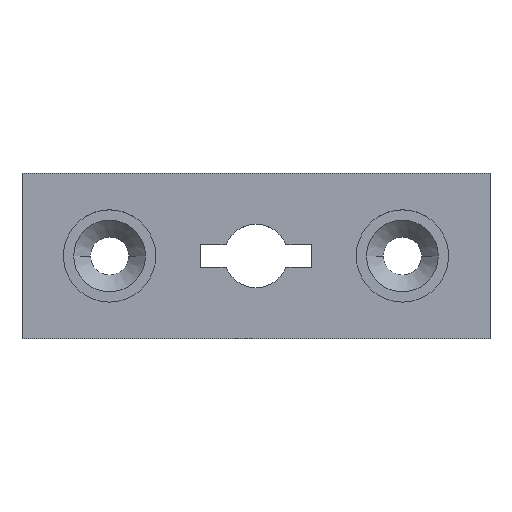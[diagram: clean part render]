
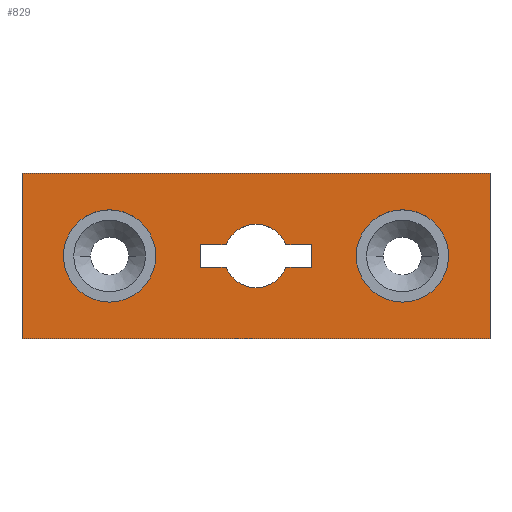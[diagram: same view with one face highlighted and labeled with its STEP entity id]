
A CAD part, top view. The second image highlights one B-rep face of the part: STEP entity #829.
In plain terms, the highlighted planar face has unit normal (0, 0, 1).
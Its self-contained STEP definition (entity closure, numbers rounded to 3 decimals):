
#41 = EDGE_CURVE ( 'NONE', #459, #458, #359, .T. ) ;
#42 = EDGE_CURVE ( 'NONE', #435, #451, #153, .T. ) ;
#43 = EDGE_CURVE ( 'NONE', #433, #426, #370, .T. ) ;
#46 = EDGE_CURVE ( 'NONE', #424, #431, #400, .T. ) ;
#48 = EDGE_CURVE ( 'NONE', #430, #424, #344, .T. ) ;
#60 = EDGE_CURVE ( 'NONE', #428, #430, #323, .T. ) ;
#65 = AXIS2_PLACEMENT_3D ( 'NONE', #486, #487, #488 ) ;
#67 = AXIS2_PLACEMENT_3D ( 'NONE', #481, #484, #485 ) ;
#72 = AXIS2_PLACEMENT_3D ( 'NONE', #532, #535, #536 ) ;
#74 = AXIS2_PLACEMENT_3D ( 'NONE', #530, #540, #541 ) ;
#85 = AXIS2_PLACEMENT_3D ( 'NONE', #699, #701, #702 ) ;
#90 = AXIS2_PLACEMENT_3D ( 'NONE', #633, #635, #636 ) ;
#108 = AXIS2_PLACEMENT_3D ( 'NONE', #709, #719, #720 ) ;
#127 = EDGE_CURVE ( 'NONE', #431, #428, #373, .T. ) ;
#128 = EDGE_CURVE ( 'NONE', #458, #429, #333, .T. ) ;
#130 = EDGE_CURVE ( 'NONE', #451, #435, #332, .T. ) ;
#134 = ORIENTED_EDGE ( 'NONE', *, *, #852, .F. ) ;
#136 = EDGE_LOOP ( 'NONE', ( #221, #356, #220, #330 ) ) ;
#139 = LINE ( 'NONE', #688, #304 ) ;
#140 = VECTOR ( 'NONE', #533, 1000. ) ;
#153 = CIRCLE ( 'NONE', #67, 2.9 ) ;
#163 = ORIENTED_EDGE ( 'NONE', *, *, #872, .F. ) ;
#165 = ORIENTED_EDGE ( 'NONE', *, *, #128, .F. ) ;
#173 = ORIENTED_EDGE ( 'NONE', *, *, #871, .F. ) ;
#202 = ORIENTED_EDGE ( 'NONE', *, *, #879, .F. ) ;
#203 = EDGE_LOOP ( 'NONE', ( #261, #302 ) ) ;
#213 = ORIENTED_EDGE ( 'NONE', *, *, #882, .F. ) ;
#214 = ORIENTED_EDGE ( 'NONE', *, *, #42, .F. ) ;
#220 = ORIENTED_EDGE ( 'NONE', *, *, #48, .T. ) ;
#221 = ORIENTED_EDGE ( 'NONE', *, *, #127, .T. ) ;
#223 = CIRCLE ( 'NONE', #85, 2. ) ;
#236 = ORIENTED_EDGE ( 'NONE', *, *, #845, .F. ) ;
#238 = ORIENTED_EDGE ( 'NONE', *, *, #130, .F. ) ;
#256 = FACE_BOUND ( 'NONE', #203, .T. ) ;
#261 = ORIENTED_EDGE ( 'NONE', *, *, #43, .F. ) ;
#295 = EDGE_LOOP ( 'NONE', ( #214, #238 ) ) ;
#297 = ORIENTED_EDGE ( 'NONE', *, *, #41, .F. ) ;
#302 = ORIENTED_EDGE ( 'NONE', *, *, #860, .F. ) ;
#304 = VECTOR ( 'NONE', #689, 1000. ) ;
#308 = VECTOR ( 'NONE', #498, 1000. ) ;
#323 = LINE ( 'NONE', #525, #324 ) ;
#324 = VECTOR ( 'NONE', #526, 1000. ) ;
#325 = VECTOR ( 'NONE', #482, 1000. ) ;
#330 = ORIENTED_EDGE ( 'NONE', *, *, #46, .T. ) ;
#332 = CIRCLE ( 'NONE', #74, 2.9 ) ;
#333 = CIRCLE ( 'NONE', #72, 2. ) ;
#340 = CIRCLE ( 'NONE', #108, 2.9 ) ;
#344 = LINE ( 'NONE', #497, #308 ) ;
#356 = ORIENTED_EDGE ( 'NONE', *, *, #60, .T. ) ;
#359 = LINE ( 'NONE', #476, #325 ) ;
#370 = CIRCLE ( 'NONE', #65, 2.9 ) ;
#371 = EDGE_LOOP ( 'NONE', ( #165, #297, #236, #213, #134, #163, #173, #202 ) ) ;
#373 = LINE ( 'NONE', #529, #140 ) ;
#394 = FACE_OUTER_BOUND ( 'NONE', #136, .T. ) ;
#400 = LINE ( 'NONE', #491, #407 ) ;
#402 = FACE_BOUND ( 'NONE', #371, .T. ) ;
#403 = FACE_BOUND ( 'NONE', #295, .T. ) ;
#407 = VECTOR ( 'NONE', #494, 1000. ) ;
#424 = VERTEX_POINT ( 'NONE', #552 ) ;
#426 = VERTEX_POINT ( 'NONE', #553 ) ;
#428 = VERTEX_POINT ( 'NONE', #554 ) ;
#429 = VERTEX_POINT ( 'NONE', #555 ) ;
#430 = VERTEX_POINT ( 'NONE', #556 ) ;
#431 = VERTEX_POINT ( 'NONE', #557 ) ;
#432 = VERTEX_POINT ( 'NONE', #558 ) ;
#433 = VERTEX_POINT ( 'NONE', #559 ) ;
#435 = VERTEX_POINT ( 'NONE', #561 ) ;
#442 = VERTEX_POINT ( 'NONE', #568 ) ;
#451 = VERTEX_POINT ( 'NONE', #577 ) ;
#458 = VERTEX_POINT ( 'NONE', #584 ) ;
#459 = VERTEX_POINT ( 'NONE', #585 ) ;
#460 = VERTEX_POINT ( 'NONE', #586 ) ;
#461 = VERTEX_POINT ( 'NONE', #587 ) ;
#462 = VERTEX_POINT ( 'NONE', #588 ) ;
#476 = CARTESIAN_POINT ( 'NONE',  ( -3.5, -0.7, 0. ) ) ;
#481 = CARTESIAN_POINT ( 'NONE',  ( -9.2, 0., 0. ) ) ;
#482 = DIRECTION ( 'NONE',  ( 1., 0., 0. ) ) ;
#484 = DIRECTION ( 'NONE',  ( 0., 0., 1. ) ) ;
#485 = DIRECTION ( 'NONE',  ( 1., 0., 0. ) ) ;
#486 = CARTESIAN_POINT ( 'NONE',  ( 9.2, 0., 0. ) ) ;
#487 = DIRECTION ( 'NONE',  ( 0., 0., 1. ) ) ;
#488 = DIRECTION ( 'NONE',  ( 1., 0., 0. ) ) ;
#491 = CARTESIAN_POINT ( 'NONE',  ( -14.7, -5.2, 0. ) ) ;
#494 = DIRECTION ( 'NONE',  ( 1., 0., 0. ) ) ;
#497 = CARTESIAN_POINT ( 'NONE',  ( -14.7, -5.2, 0. ) ) ;
#498 = DIRECTION ( 'NONE',  ( 0., -1., 0. ) ) ;
#525 = CARTESIAN_POINT ( 'NONE',  ( -14.7, 5.2, 0. ) ) ;
#526 = DIRECTION ( 'NONE',  ( -1., 0., 0. ) ) ;
#529 = CARTESIAN_POINT ( 'NONE',  ( 14.7, -5.2, 0. ) ) ;
#530 = CARTESIAN_POINT ( 'NONE',  ( -9.2, 0., 0. ) ) ;
#532 = CARTESIAN_POINT ( 'NONE',  ( 0., 0., 0. ) ) ;
#533 = DIRECTION ( 'NONE',  ( 0., 1., 0. ) ) ;
#535 = DIRECTION ( 'NONE',  ( 0., 0., 1. ) ) ;
#536 = DIRECTION ( 'NONE',  ( 1., 0., 0. ) ) ;
#540 = DIRECTION ( 'NONE',  ( 0., 0., 1. ) ) ;
#541 = DIRECTION ( 'NONE',  ( 1., 0., 0. ) ) ;
#552 = CARTESIAN_POINT ( 'NONE',  ( -14.7, -5.2, 0. ) ) ;
#553 = CARTESIAN_POINT ( 'NONE',  ( 6.3, 0., 0. ) ) ;
#554 = CARTESIAN_POINT ( 'NONE',  ( 14.7, 5.2, 0. ) ) ;
#555 = CARTESIAN_POINT ( 'NONE',  ( 1.873, -0.7, 0. ) ) ;
#556 = CARTESIAN_POINT ( 'NONE',  ( -14.7, 5.2, 0. ) ) ;
#557 = CARTESIAN_POINT ( 'NONE',  ( 14.7, -5.2, 0. ) ) ;
#558 = CARTESIAN_POINT ( 'NONE',  ( -3.5, 0.7, 0. ) ) ;
#559 = CARTESIAN_POINT ( 'NONE',  ( 12.1, 0., 0. ) ) ;
#561 = CARTESIAN_POINT ( 'NONE',  ( -6.3, 0., 0. ) ) ;
#568 = CARTESIAN_POINT ( 'NONE',  ( 3.5, -0.7, 0. ) ) ;
#577 = CARTESIAN_POINT ( 'NONE',  ( -12.1, 0., 0. ) ) ;
#584 = CARTESIAN_POINT ( 'NONE',  ( -1.873, -0.7, 0. ) ) ;
#585 = CARTESIAN_POINT ( 'NONE',  ( -3.5, -0.7, 0. ) ) ;
#586 = CARTESIAN_POINT ( 'NONE',  ( 1.873, 0.7, 0. ) ) ;
#587 = CARTESIAN_POINT ( 'NONE',  ( -1.873, 0.7, 0. ) ) ;
#588 = CARTESIAN_POINT ( 'NONE',  ( 3.5, 0.7, 0. ) ) ;
#625 = PLANE ( 'NONE',  #90 ) ;
#633 = CARTESIAN_POINT ( 'NONE',  ( 14.7, 5.2, 0. ) ) ;
#635 = DIRECTION ( 'NONE',  ( 0., 0., -1. ) ) ;
#636 = DIRECTION ( 'NONE',  ( -1., 0., 0. ) ) ;
#688 = CARTESIAN_POINT ( 'NONE',  ( -3.5, -0.7, 0. ) ) ;
#689 = DIRECTION ( 'NONE',  ( 0., -1., 0. ) ) ;
#699 = CARTESIAN_POINT ( 'NONE',  ( 0., 0., 0. ) ) ;
#701 = DIRECTION ( 'NONE',  ( 0., 0., 1. ) ) ;
#702 = DIRECTION ( 'NONE',  ( 1., 0., 0. ) ) ;
#709 = CARTESIAN_POINT ( 'NONE',  ( 9.2, 0., 0. ) ) ;
#719 = DIRECTION ( 'NONE',  ( 0., 0., 1. ) ) ;
#720 = DIRECTION ( 'NONE',  ( 1., 0., 0. ) ) ;
#745 = CARTESIAN_POINT ( 'NONE',  ( 3.5, -0.7, 0. ) ) ;
#746 = DIRECTION ( 'NONE',  ( 0., 1., 0. ) ) ;
#747 = CARTESIAN_POINT ( 'NONE',  ( -3.5, 0.7, 0. ) ) ;
#748 = DIRECTION ( 'NONE',  ( -1., 0., 0. ) ) ;
#761 = CARTESIAN_POINT ( 'NONE',  ( -3.5, -0.7, 0. ) ) ;
#762 = DIRECTION ( 'NONE',  ( 1., 0., 0. ) ) ;
#770 = CARTESIAN_POINT ( 'NONE',  ( -3.5, 0.7, 0. ) ) ;
#771 = DIRECTION ( 'NONE',  ( -1., 0., 0. ) ) ;
#791 = LINE ( 'NONE', #745, #792 ) ;
#792 = VECTOR ( 'NONE', #746, 1000. ) ;
#793 = LINE ( 'NONE', #747, #794 ) ;
#794 = VECTOR ( 'NONE', #748, 1000. ) ;
#806 = LINE ( 'NONE', #761, #807 ) ;
#807 = VECTOR ( 'NONE', #762, 1000. ) ;
#809 = LINE ( 'NONE', #770, #810 ) ;
#810 = VECTOR ( 'NONE', #771, 1000. ) ;
#829 = ADVANCED_FACE ( 'NONE', ( #403, #256, #402, #394 ), #625, .F. ) ;
#845 = EDGE_CURVE ( 'NONE', #432, #459, #139, .T. ) ;
#852 = EDGE_CURVE ( 'NONE', #460, #461, #223, .T. ) ;
#860 = EDGE_CURVE ( 'NONE', #426, #433, #340, .T. ) ;
#871 = EDGE_CURVE ( 'NONE', #442, #462, #791, .T. ) ;
#872 = EDGE_CURVE ( 'NONE', #462, #460, #793, .T. ) ;
#879 = EDGE_CURVE ( 'NONE', #429, #442, #806, .T. ) ;
#882 = EDGE_CURVE ( 'NONE', #461, #432, #809, .T. ) ;
